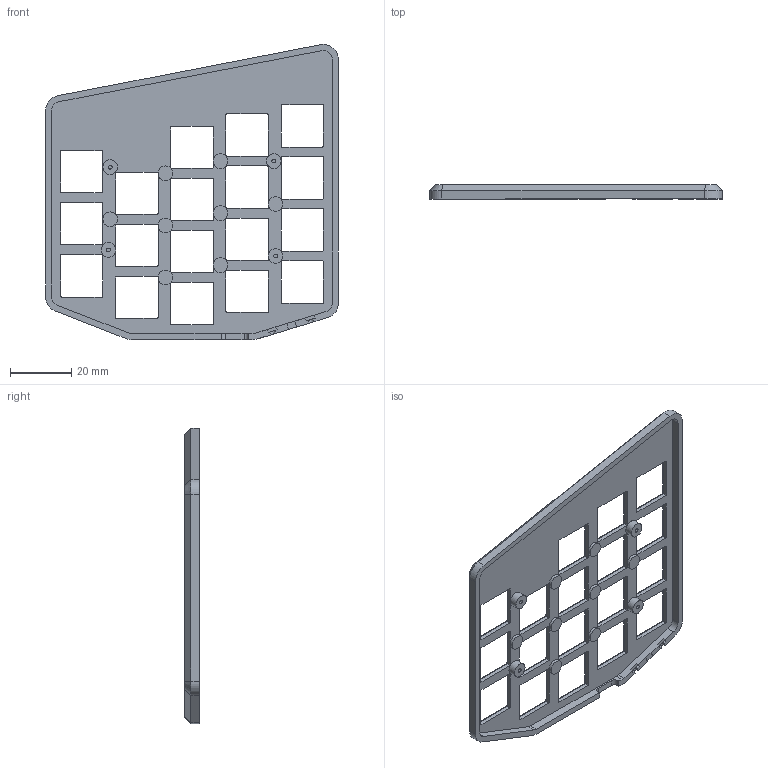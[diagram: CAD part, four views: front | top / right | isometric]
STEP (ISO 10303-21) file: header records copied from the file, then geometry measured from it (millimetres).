
FILE_DESCRIPTION(/* description */ ('','CAx-IF Rec.Pracs.---Representation and Presentation of Product Manufacturing Information (PMI)---4.0---2014-10-13'),/* implementation_level */ '2;1');
FILE_NAME(/* name */ 'left_top.stp',/* time_stamp */ '2023-07-23T22:04:51+02:00',/* author */ ('Gabriel Hansson'),/* organization */ (''),/* preprocessor_version */ 'ST-DEVELOPER v19.2',/* originating_system */ 'Autodesk Inventor 2024',/* authorisation */ '');
FILE_SCHEMA (('AP242_MANAGED_MODEL_BASED_3D_ENGINEERING_MIM_LF { 1 0 10303 442 1 1 4 }'));
Length unit declared in the file: inch
Products named in the file (1): left_top
Bounding box: 95.6 x 4.7 x 96.41 mm (x, y, z)
Volume: 10788 mm3; surface area: 13970.7 mm2
Topology: 1 solids, 1 shells, 402 faces, 1098 edges, 720 vertices
Faces by surface type: plane 218, cylinder 178, cone 6
Full cylindrical faces by diameter (mm): 1.221 x4, 4.81 x12
Entity records: 12965 total; most frequent: DIRECTION 2296, CARTESIAN_POINT 2238, ORIENTED_EDGE 2196, EDGE_CURVE 1098, AXIS2_PLACEMENT_3D 782, LINE 732, VECTOR 732, VERTEX_POINT 720
